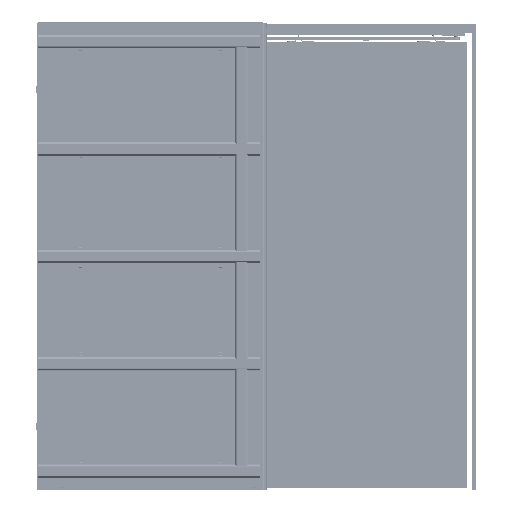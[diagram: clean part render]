
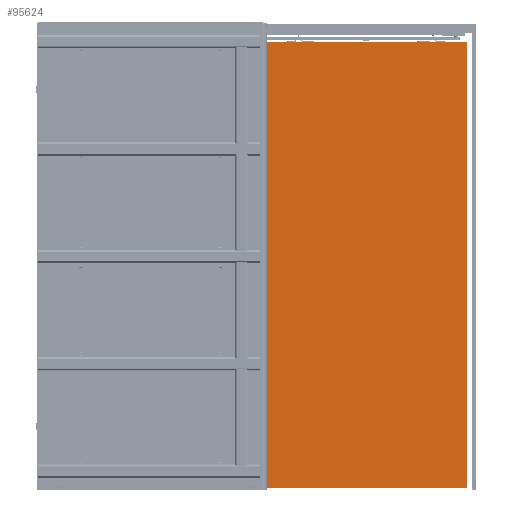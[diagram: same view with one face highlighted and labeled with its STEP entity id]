
A CAD part, top view. The second image highlights one B-rep face of the part: STEP entity #95624.
In plain terms, the highlighted face is planar.
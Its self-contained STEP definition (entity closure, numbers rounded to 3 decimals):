
#4902=PLANE('',#105328);
#11533=FACE_OUTER_BOUND('',#17238,.T.);
#17238=EDGE_LOOP('',(#81761,#81762,#81763,#81764));
#23985=LINE('',#165204,#33064);
#23990=LINE('',#165214,#33069);
#23993=LINE('',#165219,#33072);
#23995=LINE('',#165222,#33074);
#33064=VECTOR('',#125238,10.);
#33069=VECTOR('',#125247,10.);
#33072=VECTOR('',#125252,10.);
#33074=VECTOR('',#125256,10.);
#46885=VERTEX_POINT('',#165201);
#46886=VERTEX_POINT('',#165203);
#46888=VERTEX_POINT('',#165211);
#46889=VERTEX_POINT('',#165213);
#59019=EDGE_CURVE('',#46886,#46885,#23985,.T.);
#59024=EDGE_CURVE('',#46889,#46888,#23990,.T.);
#59027=EDGE_CURVE('',#46885,#46889,#23993,.T.);
#59029=EDGE_CURVE('',#46888,#46886,#23995,.T.);
#81761=ORIENTED_EDGE('',*,*,#59024,.T.);
#81762=ORIENTED_EDGE('',*,*,#59029,.T.);
#81763=ORIENTED_EDGE('',*,*,#59019,.T.);
#81764=ORIENTED_EDGE('',*,*,#59027,.T.);
#95624=ADVANCED_FACE('',(#11533),#4902,.F.);
#105328=AXIS2_PLACEMENT_3D('',#165224,#125259,#125260);
#125238=DIRECTION('',(0.,-1.,0.));
#125247=DIRECTION('',(0.,1.,0.));
#125252=DIRECTION('',(0.,0.,1.));
#125256=DIRECTION('',(0.,0.,-1.));
#125259=DIRECTION('center_axis',(1.,0.,0.));
#125260=DIRECTION('ref_axis',(0.,0.,
-1.));
#165201=CARTESIAN_POINT('',(-36.,0.,0.));
#165203=CARTESIAN_POINT('',(-36.,2040.,0.));
#165204=CARTESIAN_POINT('',(-36.,0.,0.));
#165211=CARTESIAN_POINT('',(-36.,2040.,930.));
#165213=CARTESIAN_POINT('',(-36.,0.,930.));
#165214=CARTESIAN_POINT('',(-36.,2040.,930.));
#165219=CARTESIAN_POINT('',(-36.,0.,930.));
#165222=CARTESIAN_POINT('',(-36.,2040.,0.));
#165224=CARTESIAN_POINT('Origin',(-36.,1020.,465.));
